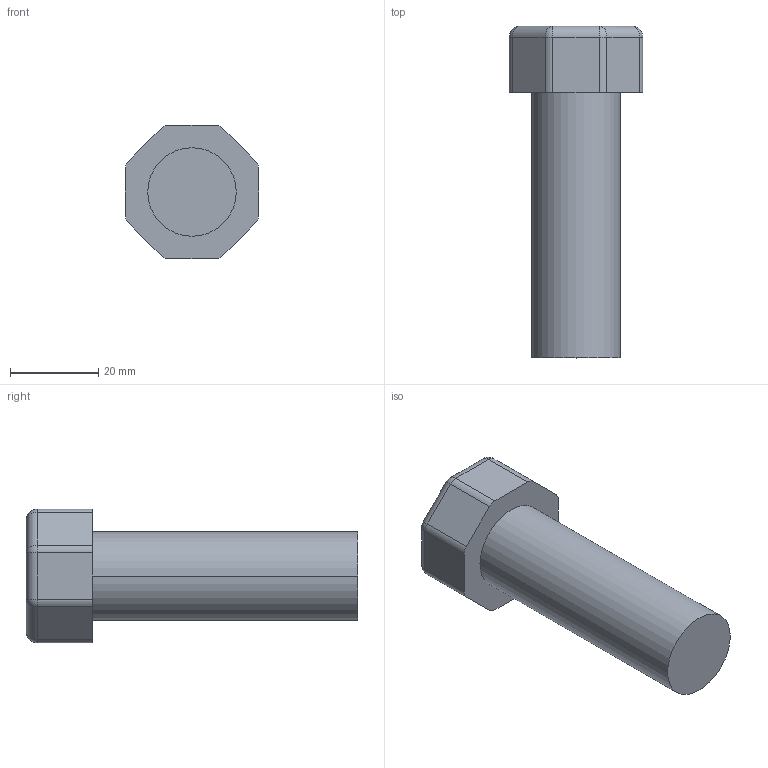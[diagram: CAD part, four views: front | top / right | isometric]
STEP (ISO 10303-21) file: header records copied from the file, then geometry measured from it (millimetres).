
FILE_DESCRIPTION(('produced by SPATIAL CORP'),'2;1');
FILE_NAME( 'bolt.prt.hh.sat.stp', '2002-04-19T14:13:42+00:00',('SPATIAL CORP'),('SPATIAL CORP'), 'ACIS STEP Husk','http://www.spatial.com','SPATIAL CORP');
FILE_SCHEMA(('CONFIG_CONTROL_DESIGN'));
Length unit declared in the file: millimetre
Products named in the file (1): PRODUCT_ID_1
Bounding box: 30.18 x 75 x 30.18 mm (x, y, z)
Volume: 27636.3 mm3; surface area: 7283.3 mm2
Topology: 1 solids, 1 shells, 46 faces, 106 edges, 60 vertices
Faces by surface type: plane 20, cylinder 18, sphere 8
Entity records: 1335 total; most frequent: DIRECTION 230, CARTESIAN_POINT 208, ORIENTED_EDGE 204, EDGE_CURVE 102, AXIS2_PLACEMENT_3D 82, VECTOR 66, LINE 66, VERTEX_POINT 60
